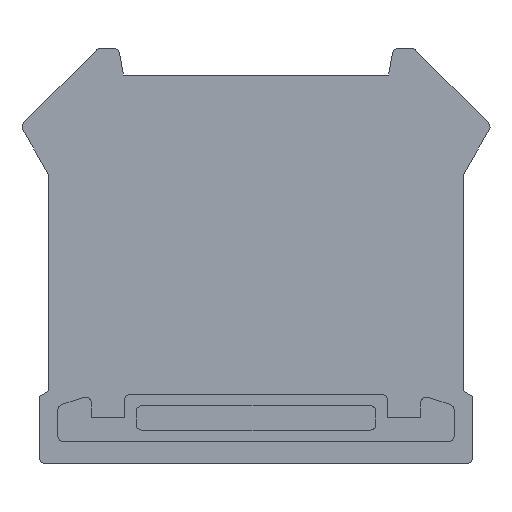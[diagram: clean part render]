
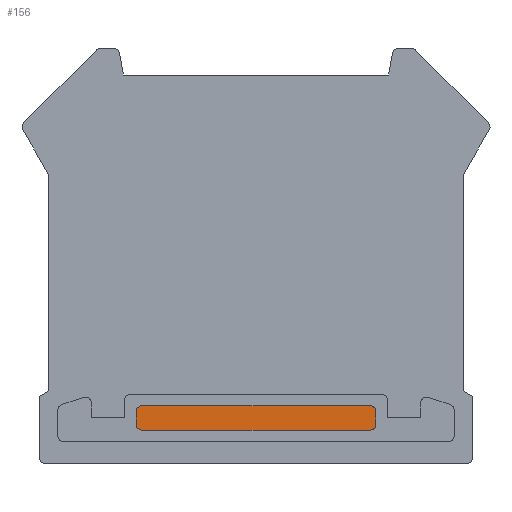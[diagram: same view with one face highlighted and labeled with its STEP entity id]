
A CAD part, front view. The second image highlights one B-rep face of the part: STEP entity #156.
In plain terms, the highlighted planar face has unit normal (0, -1, 0).
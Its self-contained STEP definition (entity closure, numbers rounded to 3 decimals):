
#156 = ADVANCED_FACE( '', ( #324 ), #325, .F. );
#324 = FACE_OUTER_BOUND( '', #501, .T. );
#325 = PLANE( '', #502 );
#501 = EDGE_LOOP( '', ( #921, #922, #923, #924, #925, #926, #927, #928 ) );
#502 = AXIS2_PLACEMENT_3D( '', #929, #930, #931 );
#921 = ORIENTED_EDGE( '', *, *, #1118, .F. );
#922 = ORIENTED_EDGE( '', *, *, #1128, .F. );
#923 = ORIENTED_EDGE( '', *, *, #1268, .F. );
#924 = ORIENTED_EDGE( '', *, *, #1269, .F. );
#925 = ORIENTED_EDGE( '', *, *, #1270, .F. );
#926 = ORIENTED_EDGE( '', *, *, #1098, .F. );
#927 = ORIENTED_EDGE( '', *, *, #1271, .F. );
#928 = ORIENTED_EDGE( '', *, *, #1213, .F. );
#929 = CARTESIAN_POINT( '', ( -19.128, -1.5, 12.513 ) );
#930 = DIRECTION( '', ( 0., 1., 0. ) );
#931 = DIRECTION( '', ( 0., 0., 1. ) );
#1098 = EDGE_CURVE( '', #1314, #1315, #1316, .T. );
#1118 = EDGE_CURVE( '', #1350, #1351, #1352, .T. );
#1128 = EDGE_CURVE( '', #1368, #1350, #1369, .T. );
#1213 = EDGE_CURVE( '', #1351, #1508, #1509, .T. );
#1268 = EDGE_CURVE( '', #1578, #1368, #1579, .T. );
#1269 = EDGE_CURVE( '', #1580, #1578, #1581, .T. );
#1270 = EDGE_CURVE( '', #1315, #1580, #1582, .T. );
#1271 = EDGE_CURVE( '', #1508, #1314, #1583, .T. );
#1314 = VERTEX_POINT( '', #1634 );
#1315 = VERTEX_POINT( '', #1635 );
#1316 = LINE( '', #1636, #1637 );
#1350 = VERTEX_POINT( '', #1682 );
#1351 = VERTEX_POINT( '', #1683 );
#1352 = CIRCLE( '', #1684, 0.5 );
#1368 = VERTEX_POINT( '', #1706 );
#1369 = LINE( '', #1707, #1708 );
#1508 = VERTEX_POINT( '', #1899 );
#1509 = LINE( '', #1900, #1901 );
#1578 = VERTEX_POINT( '', #2000 );
#1579 = CIRCLE( '', #2001, 0.5 );
#1580 = VERTEX_POINT( '', #2002 );
#1581 = LINE( '', #2003, #2004 );
#1582 = CIRCLE( '', #2005, 0.5 );
#1583 = CIRCLE( '', #2006, 0.5 );
#1634 = CARTESIAN_POINT( '', ( 11.073, -1.5, -12.187 ) );
#1635 = CARTESIAN_POINT( '', ( 11.073, -1.5, -13.287 ) );
#1636 = CARTESIAN_POINT( '', ( 11.073, -1.5, -12.187 ) );
#1637 = VECTOR( '', #2056, 1000. );
#1682 = CARTESIAN_POINT( '', ( -9.727, -1.5, -12.187 ) );
#1683 = CARTESIAN_POINT( '', ( -9.227, -1.5, -11.687 ) );
#1684 = AXIS2_PLACEMENT_3D( '', #2080, #2081, #2082 );
#1706 = CARTESIAN_POINT( '', ( -9.727, -1.5, -13.287 ) );
#1707 = CARTESIAN_POINT( '', ( -9.727, -1.5, -13.287 ) );
#1708 = VECTOR( '', #2092, 1000. );
#1899 = CARTESIAN_POINT( '', ( 10.573, -1.5, -11.687 ) );
#1900 = CARTESIAN_POINT( '', ( -9.227, -1.5, -11.687 ) );
#1901 = VECTOR( '', #2202, 1000. );
#2000 = CARTESIAN_POINT( '', ( -9.227, -1.5, -13.787 ) );
#2001 = AXIS2_PLACEMENT_3D( '', #2251, #2252, #2253 );
#2002 = CARTESIAN_POINT( '', ( 10.573, -1.5, -13.787 ) );
#2003 = CARTESIAN_POINT( '', ( 10.573, -1.5, -13.787 ) );
#2004 = VECTOR( '', #2254, 1000. );
#2005 = AXIS2_PLACEMENT_3D( '', #2255, #2256, #2257 );
#2006 = AXIS2_PLACEMENT_3D( '', #2258, #2259, #2260 );
#2056 = DIRECTION( '', ( 0., 0., -1. ) );
#2080 = CARTESIAN_POINT( '', ( -9.227, -1.5, -12.187 ) );
#2081 = DIRECTION( '', ( 0., 1., 0. ) );
#2082 = DIRECTION( '', ( 1., 0., 0. ) );
#2092 = DIRECTION( '', ( 0., 0., 1. ) );
#2202 = DIRECTION( '', ( 1., 0., 0. ) );
#2251 = CARTESIAN_POINT( '', ( -9.227, -1.5, -13.287 ) );
#2252 = DIRECTION( '', ( 0., 1., 0. ) );
#2253 = DIRECTION( '', ( 1., 0., 0. ) );
#2254 = DIRECTION( '', ( -1., 0., 0. ) );
#2255 = CARTESIAN_POINT( '', ( 10.573, -1.5, -13.287 ) );
#2256 = DIRECTION( '', ( 0., 1., 0. ) );
#2257 = DIRECTION( '', ( -1., 0., 0. ) );
#2258 = CARTESIAN_POINT( '', ( 10.573, -1.5, -12.187 ) );
#2259 = DIRECTION( '', ( 0., 1., 0. ) );
#2260 = DIRECTION( '', ( -1., 0., 0. ) );
